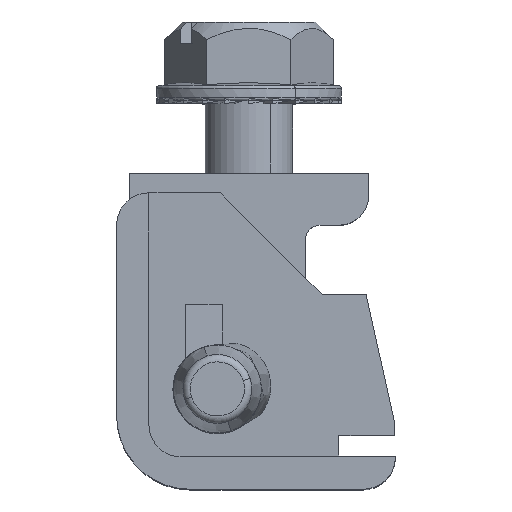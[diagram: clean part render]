
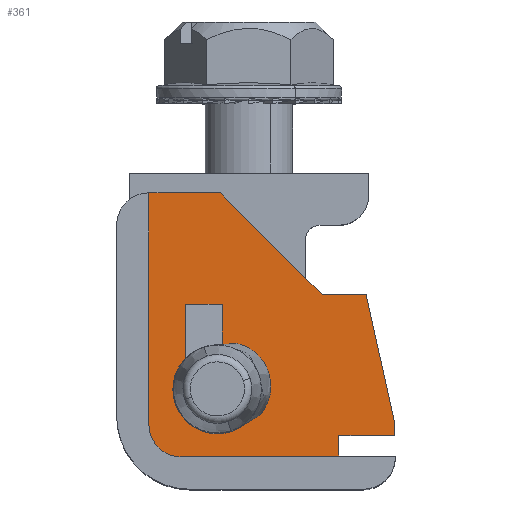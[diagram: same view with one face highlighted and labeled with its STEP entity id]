
A CAD part, top view. The second image highlights one B-rep face of the part: STEP entity #361.
In plain terms, the highlighted planar face has unit normal (0, 0, 1).
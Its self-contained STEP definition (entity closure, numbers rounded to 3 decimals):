
#37 = VECTOR ( 'NONE', #2977, 1000. ) ;
#74 = CARTESIAN_POINT ( 'NONE',  ( -20.214, -13.762, 3.869 ) ) ;
#99 = DIRECTION ( 'NONE',  ( 0., 1., 0. ) ) ;
#152 = VECTOR ( 'NONE', #4496, 1000. ) ;
#239 = CARTESIAN_POINT ( 'NONE',  ( -23.6, -14.55, 3.869 ) ) ;
#312 = VECTOR ( 'NONE', #4055, 1000. ) ;
#326 = LINE ( 'NONE', #1092, #4809 ) ;
#361 = ADVANCED_FACE ( 'NONE', ( #7501, #2839 ), #3724, .T. ) ;
#395 = AXIS2_PLACEMENT_3D ( 'NONE', #2465, #1243, #6066 ) ;
#405 = EDGE_CURVE ( 'NONE', #4699, #1766, #5302, .T. ) ;
#411 = CARTESIAN_POINT ( 'NONE',  ( -8.422, -16.777, 3.869 ) ) ;
#487 = LINE ( 'NONE', #7517, #2093 ) ;
#523 = EDGE_LOOP ( 'NONE', ( #4128, #6630, #7247, #3712, #4459, #1182, #2340, #4994, #6877, #2787, #2455 ) ) ;
#836 = CARTESIAN_POINT ( 'NONE',  ( -12.224, -17.688, 3.869 ) ) ;
#865 = DIRECTION ( 'NONE',  ( -1., 0., 0. ) ) ;
#911 = DIRECTION ( 'NONE',  ( 0., 1., 0. ) ) ;
#923 = AXIS2_PLACEMENT_3D ( 'NONE', #1412, #5654, #2020 ) ;
#977 = CARTESIAN_POINT ( 'NONE',  ( -8.422, -16.878, 3.869 ) ) ;
#994 = CARTESIAN_POINT ( 'NONE',  ( -12.224, -19.189, 3.869 ) ) ;
#1061 = CARTESIAN_POINT ( 'NONE',  ( -13.38, -8.034, 3.869 ) ) ;
#1092 = CARTESIAN_POINT ( 'NONE',  ( -20.314, -1.099, 3.869 ) ) ;
#1139 = CARTESIAN_POINT ( 'NONE',  ( -8.422, -1.099, 3.869 ) ) ;
#1182 = ORIENTED_EDGE ( 'NONE', *, *, #2343, .F. ) ;
#1183 = VERTEX_POINT ( 'NONE', #3115 ) ;
#1227 = VERTEX_POINT ( 'NONE', #6790 ) ;
#1243 = DIRECTION ( 'NONE',  ( 0., 0., 1. ) ) ;
#1248 = CARTESIAN_POINT ( 'NONE',  ( -8.422, -17.688, 3.869 ) ) ;
#1261 = CARTESIAN_POINT ( 'NONE',  ( -20.55, -14.55, 3.869 ) ) ;
#1273 = EDGE_CURVE ( 'NONE', #3352, #5828, #6140, .T. ) ;
#1294 = CARTESIAN_POINT ( 'NONE',  ( -23.028, -16.978, 3.869 ) ) ;
#1364 = LINE ( 'NONE', #74, #5819 ) ;
#1412 = CARTESIAN_POINT ( 'NONE',  ( -20.55, -14.55, 3.869 ) ) ;
#1555 = VERTEX_POINT ( 'NONE', #4586 ) ;
#1618 = EDGE_CURVE ( 'NONE', #1762, #5153, #3394, .T. ) ;
#1669 = LINE ( 'NONE', #2371, #37 ) ;
#1699 = VERTEX_POINT ( 'NONE', #836 ) ;
#1762 = VERTEX_POINT ( 'NONE', #5160 ) ;
#1766 = VERTEX_POINT ( 'NONE', #2168 ) ;
#1852 = DIRECTION ( 'NONE',  ( -1., 0., 0. ) ) ;
#1864 = DIRECTION ( 'NONE',  ( 1., 0., 0. ) ) ;
#1870 = VECTOR ( 'NONE', #5978, 1000. ) ;
#1897 = DIRECTION ( 'NONE',  ( 1., 0., 0. ) ) ;
#1977 = VERTEX_POINT ( 'NONE', #977 ) ;
#2020 = DIRECTION ( 'NONE',  ( 1., 0., 0. ) ) ;
#2050 = ORIENTED_EDGE ( 'NONE', *, *, #6811, .F. ) ;
#2067 = CARTESIAN_POINT ( 'NONE',  ( -20.314, -1.099, 3.869 ) ) ;
#2070 = CARTESIAN_POINT ( 'NONE',  ( -25.239, -1.099, 3.869 ) ) ;
#2093 = VECTOR ( 'NONE', #5707, 1000. ) ;
#2128 = ORIENTED_EDGE ( 'NONE', *, *, #3358, .F. ) ;
#2168 = CARTESIAN_POINT ( 'NONE',  ( -22.726, -12.413, 3.869 ) ) ;
#2261 = VERTEX_POINT ( 'NONE', #2070 ) ;
#2340 = ORIENTED_EDGE ( 'NONE', *, *, #1618, .F. ) ;
#2343 = EDGE_CURVE ( 'NONE', #5153, #1555, #3291, .T. ) ;
#2371 = CARTESIAN_POINT ( 'NONE',  ( -8.422, -16.777, 3.869 ) ) ;
#2447 = EDGE_LOOP ( 'NONE', ( #7039, #5859, #2050, #5924, #2621, #7402, #2128 ) ) ;
#2455 = ORIENTED_EDGE ( 'NONE', *, *, #5481, .F. ) ;
#2465 = CARTESIAN_POINT ( 'NONE',  ( -20.55, -14.55, 3.869 ) ) ;
#2486 = CARTESIAN_POINT ( 'NONE',  ( -22.726, -8.733, 3.869 ) ) ;
#2503 = DIRECTION ( 'NONE',  ( 0., -1., 0. ) ) ;
#2607 = EDGE_CURVE ( 'NONE', #1977, #4897, #4214, .T. ) ;
#2619 = CIRCLE ( 'NONE', #3883, 2.211 ) ;
#2621 = ORIENTED_EDGE ( 'NONE', *, *, #3420, .F. ) ;
#2712 = EDGE_CURVE ( 'NONE', #2261, #1762, #326, .T. ) ;
#2787 = ORIENTED_EDGE ( 'NONE', *, *, #2854, .T. ) ;
#2839 = FACE_OUTER_BOUND ( 'NONE', #523, .T. ) ;
#2854 = EDGE_CURVE ( 'NONE', #1227, #6105, #2619, .T. ) ;
#2876 = CARTESIAN_POINT ( 'NONE',  ( -8.422, -16.81, 3.869 ) ) ;
#2879 = CARTESIAN_POINT ( 'NONE',  ( -23.028, -19.189, 3.869 ) ) ;
#2889 = DIRECTION ( 'NONE',  ( 0., 0., 1. ) ) ;
#2977 = DIRECTION ( 'NONE',  ( 0.217, -0.976, 0. ) ) ;
#3074 = LINE ( 'NONE', #5740, #7716 ) ;
#3115 = CARTESIAN_POINT ( 'NONE',  ( -8.422, -17.688, 3.869 ) ) ;
#3121 = CARTESIAN_POINT ( 'NONE',  ( -8.422, -16.777, 3.869 ) ) ;
#3232 = CARTESIAN_POINT ( 'NONE',  ( -22.726, -12.525, 3.869 ) ) ;
#3291 = LINE ( 'NONE', #1061, #6118 ) ;
#3352 = VERTEX_POINT ( 'NONE', #3675 ) ;
#3358 = EDGE_CURVE ( 'NONE', #7639, #3352, #3370, .T. ) ;
#3370 = CIRCLE ( 'NONE', #4791, 3.05 ) ;
#3375 = LINE ( 'NONE', #7127, #7637 ) ;
#3394 = LINE ( 'NONE', #2067, #152 ) ;
#3420 = EDGE_CURVE ( 'NONE', #5828, #7823, #1364, .T. ) ;
#3431 = CARTESIAN_POINT ( 'NONE',  ( -12.224, -16.878, 3.869 ) ) ;
#3553 = CARTESIAN_POINT ( 'NONE',  ( -13.38, -8.034, 3.869 ) ) ;
#3639 = VERTEX_POINT ( 'NONE', #994 ) ;
#3675 = CARTESIAN_POINT ( 'NONE',  ( -17.5, -14.55, 3.869 ) ) ;
#3680 = LINE ( 'NONE', #5353, #1870 ) ;
#3686 = VECTOR ( 'NONE', #2503, 1000. ) ;
#3712 = ORIENTED_EDGE ( 'NONE', *, *, #2607, .T. ) ;
#3724 = PLANE ( 'NONE',  #4187 ) ;
#3737 = VERTEX_POINT ( 'NONE', #7113 ) ;
#3809 = EDGE_CURVE ( 'NONE', #1699, #3639, #6764, .T. ) ;
#3883 = AXIS2_PLACEMENT_3D ( 'NONE', #1294, #5525, #1897 ) ;
#3908 = CARTESIAN_POINT ( 'NONE',  ( -23.028, -19.189, 3.869 ) ) ;
#4054 = LINE ( 'NONE', #1248, #5461 ) ;
#4055 = DIRECTION ( 'NONE',  ( 0., -1., 0. ) ) ;
#4128 = ORIENTED_EDGE ( 'NONE', *, *, #3809, .F. ) ;
#4187 = AXIS2_PLACEMENT_3D ( 'NONE', #1139, #2889, #7335 ) ;
#4214 = B_SPLINE_CURVE_WITH_KNOTS ( 'NONE', 3,
 ( #6510, #5958, #2876, #3121 ),
 .UNSPECIFIED., .F., .F.,
 ( 4, 4 ),
 ( 0., 1. ),
 .UNSPECIFIED. ) ;
#4348 = EDGE_CURVE ( 'NONE', #1766, #7639, #6285, .T. ) ;
#4459 = ORIENTED_EDGE ( 'NONE', *, *, #6365, .F. ) ;
#4464 = EDGE_CURVE ( 'NONE', #1227, #2261, #487, .T. ) ;
#4496 = DIRECTION ( 'NONE',  ( 0.707, -0.707, 0. ) ) ;
#4586 = CARTESIAN_POINT ( 'NONE',  ( -10.365, -8.034, 3.869 ) ) ;
#4699 = VERTEX_POINT ( 'NONE', #2486 ) ;
#4791 = AXIS2_PLACEMENT_3D ( 'NONE', #1261, #5500, #1864 ) ;
#4809 = VECTOR ( 'NONE', #6555, 1000. ) ;
#4897 = VERTEX_POINT ( 'NONE', #411 ) ;
#4994 = ORIENTED_EDGE ( 'NONE', *, *, #2712, .F. ) ;
#5145 = EDGE_CURVE ( 'NONE', #7823, #3737, #3680, .T. ) ;
#5153 = VERTEX_POINT ( 'NONE', #3553 ) ;
#5160 = CARTESIAN_POINT ( 'NONE',  ( -20.314, -1.099, 3.869 ) ) ;
#5302 = LINE ( 'NONE', #3232, #3686 ) ;
#5353 = CARTESIAN_POINT ( 'NONE',  ( -20.214, -8.733, 3.869 ) ) ;
#5461 = VECTOR ( 'NONE', #1852, 1000. ) ;
#5481 = EDGE_CURVE ( 'NONE', #3639, #6105, #6047, .T. ) ;
#5500 = DIRECTION ( 'NONE',  ( 0., 0., 1. ) ) ;
#5525 = DIRECTION ( 'NONE',  ( 0., 0., 1. ) ) ;
#5654 = DIRECTION ( 'NONE',  ( 0., 0., 1. ) ) ;
#5707 = DIRECTION ( 'NONE',  ( 0., 1., 0. ) ) ;
#5740 = CARTESIAN_POINT ( 'NONE',  ( -8.422, -17.688, 3.869 ) ) ;
#5819 = VECTOR ( 'NONE', #99, 1000. ) ;
#5828 = VERTEX_POINT ( 'NONE', #6750 ) ;
#5859 = ORIENTED_EDGE ( 'NONE', *, *, #405, .F. ) ;
#5920 = CARTESIAN_POINT ( 'NONE',  ( -20.214, -10.762, 3.869 ) ) ;
#5924 = ORIENTED_EDGE ( 'NONE', *, *, #5145, .F. ) ;
#5942 = DIRECTION ( 'NONE',  ( -1., 0., 0. ) ) ;
#5958 = CARTESIAN_POINT ( 'NONE',  ( -8.422, -16.844, 3.869 ) ) ;
#5978 = DIRECTION ( 'NONE',  ( 0., 1., 0. ) ) ;
#6047 = LINE ( 'NONE', #3908, #6427 ) ;
#6066 = DIRECTION ( 'NONE',  ( 1., 0., 0. ) ) ;
#6105 = VERTEX_POINT ( 'NONE', #2879 ) ;
#6118 = VECTOR ( 'NONE', #6476, 1000. ) ;
#6140 = CIRCLE ( 'NONE', #395, 3.05 ) ;
#6148 = EDGE_CURVE ( 'NONE', #1183, #1699, #4054, .T. ) ;
#6285 = CIRCLE ( 'NONE', #923, 3.05 ) ;
#6365 = EDGE_CURVE ( 'NONE', #1555, #4897, #1669, .T. ) ;
#6427 = VECTOR ( 'NONE', #865, 1000. ) ;
#6476 = DIRECTION ( 'NONE',  ( 1., 0., 0. ) ) ;
#6510 = CARTESIAN_POINT ( 'NONE',  ( -8.422, -16.878, 3.869 ) ) ;
#6555 = DIRECTION ( 'NONE',  ( 1., 0., 0. ) ) ;
#6630 = ORIENTED_EDGE ( 'NONE', *, *, #6148, .F. ) ;
#6750 = CARTESIAN_POINT ( 'NONE',  ( -20.214, -11.519, 3.869 ) ) ;
#6764 = LINE ( 'NONE', #3431, #312 ) ;
#6790 = CARTESIAN_POINT ( 'NONE',  ( -25.239, -16.978, 3.869 ) ) ;
#6811 = EDGE_CURVE ( 'NONE', #3737, #4699, #3375, .T. ) ;
#6877 = ORIENTED_EDGE ( 'NONE', *, *, #4464, .F. ) ;
#7039 = ORIENTED_EDGE ( 'NONE', *, *, #4348, .F. ) ;
#7113 = CARTESIAN_POINT ( 'NONE',  ( -20.214, -8.733, 3.869 ) ) ;
#7127 = CARTESIAN_POINT ( 'NONE',  ( -22.726, -8.733, 3.869 ) ) ;
#7247 = ORIENTED_EDGE ( 'NONE', *, *, #7669, .T. ) ;
#7335 = DIRECTION ( 'NONE',  ( -1., 0., 0. ) ) ;
#7402 = ORIENTED_EDGE ( 'NONE', *, *, #1273, .F. ) ;
#7501 = FACE_BOUND ( 'NONE', #2447, .T. ) ;
#7517 = CARTESIAN_POINT ( 'NONE',  ( -25.239, -1.099, 3.869 ) ) ;
#7637 = VECTOR ( 'NONE', #5942, 1000. ) ;
#7639 = VERTEX_POINT ( 'NONE', #239 ) ;
#7669 = EDGE_CURVE ( 'NONE', #1183, #1977, #3074, .T. ) ;
#7716 = VECTOR ( 'NONE', #911, 1000. ) ;
#7823 = VERTEX_POINT ( 'NONE', #5920 ) ;
